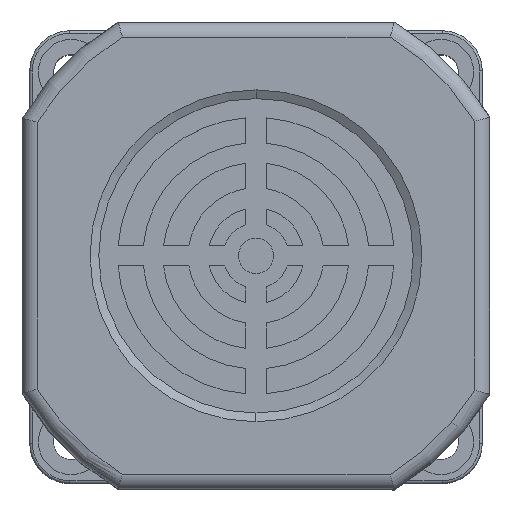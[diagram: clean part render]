
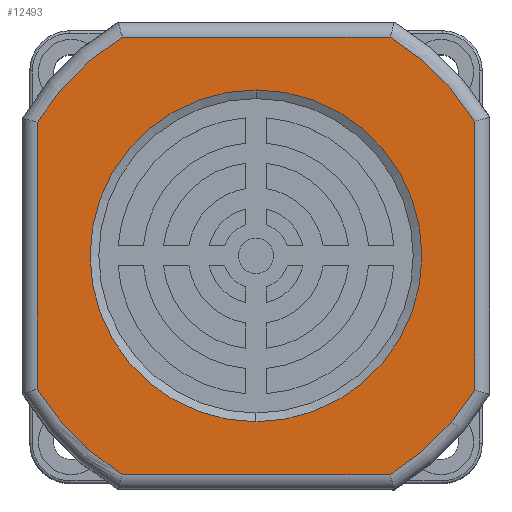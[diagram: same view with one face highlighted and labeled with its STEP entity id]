
A CAD part, top view. The second image highlights one B-rep face of the part: STEP entity #12493.
In plain terms, the highlighted face is planar.
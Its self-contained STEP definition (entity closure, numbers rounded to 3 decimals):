
#32 = VECTOR ( 'NONE', #8300, 1000. ) ;
#71 = LINE ( 'NONE', #8094, #32 ) ;
#1489 = CARTESIAN_POINT ( 'NONE',  ( 0., 0., 33. ) ) ;
#1650 = EDGE_CURVE ( 'NONE', #4143, #15327, #71, .T. ) ;
#2191 = DIRECTION ( 'NONE',  ( 0., 0., 1. ) ) ;
#2226 = DIRECTION ( 'NONE',  ( 0., -1., 0. ) ) ;
#2244 = CARTESIAN_POINT ( 'NONE',  ( 0.05, 0., 0. ) ) ;
#2942 = CIRCLE ( 'NONE', #3777, 33. ) ;
#2948 = EDGE_LOOP ( 'NONE', ( #13224, #13709 ) ) ;
#2955 = AXIS2_PLACEMENT_3D ( 'NONE', #14066, #14050, #14026 ) ;
#3061 = VECTOR ( 'NONE', #4350, 1000. ) ;
#3097 = LINE ( 'NONE', #4492, #3061 ) ;
#3226 = VERTEX_POINT ( 'NONE', #1489 ) ;
#3777 = AXIS2_PLACEMENT_3D ( 'NONE', #4074, #4057, #4016 ) ;
#3856 = CARTESIAN_POINT ( 'NONE',  ( -43.5, 0., 26.54 ) ) ;
#4000 = VECTOR ( 'NONE', #6879, 1000. ) ;
#4016 = DIRECTION ( 'NONE',  ( 0., 0., -1. ) ) ;
#4018 = LINE ( 'NONE', #6918, #4000 ) ;
#4022 = CIRCLE ( 'NONE', #11375, 51. ) ;
#4057 = DIRECTION ( 'NONE',  ( 0., -1., 0. ) ) ;
#4074 = CARTESIAN_POINT ( 'NONE',  ( 0., 0., 0. ) ) ;
#4143 = VERTEX_POINT ( 'NONE', #4474 ) ;
#4338 = DIRECTION ( 'NONE',  ( 0., 0., 1. ) ) ;
#4350 = DIRECTION ( 'NONE',  ( 1., 0., 0. ) ) ;
#4392 = PLANE ( 'NONE',  #9530 ) ;
#4419 = CARTESIAN_POINT ( 'NONE',  ( 0.05, 0., 0. ) ) ;
#4463 = DIRECTION ( 'NONE',  ( 0., 1., 0. ) ) ;
#4474 = CARTESIAN_POINT ( 'NONE',  ( 26.673, 0., 43.5 ) ) ;
#4492 = CARTESIAN_POINT ( 'NONE',  ( 0.05, 0., -43.5 ) ) ;
#5683 = EDGE_CURVE ( 'NONE', #11478, #13003, #9188, .T. ) ;
#5711 = EDGE_CURVE ( 'NONE', #13003, #4143, #9184, .T. ) ;
#5752 = EDGE_CURVE ( 'NONE', #15327, #14651, #9124, .T. ) ;
#6003 = VERTEX_POINT ( 'NONE', #8741 ) ;
#6098 = CARTESIAN_POINT ( 'NONE',  ( 0., 0., -33. ) ) ;
#6369 = CARTESIAN_POINT ( 'NONE',  ( -26.572, 0., 43.5 ) ) ;
#6879 = DIRECTION ( 'NONE',  ( 0., 0., -1. ) ) ;
#6918 = CARTESIAN_POINT ( 'NONE',  ( -43.5, 0., 0. ) ) ;
#7242 = VERTEX_POINT ( 'NONE', #11718 ) ;
#8094 = CARTESIAN_POINT ( 'NONE',  ( 0.05, 0., 43.5 ) ) ;
#8300 = DIRECTION ( 'NONE',  ( -1., 0., 0. ) ) ;
#8303 = CARTESIAN_POINT ( 'NONE',  ( -43.5, 0., -26.54 ) ) ;
#8741 = CARTESIAN_POINT ( 'NONE',  ( 26.673, 0., -43.5 ) ) ;
#9124 = CIRCLE ( 'NONE', #13091, 51. ) ;
#9125 = VERTEX_POINT ( 'NONE', #8303 ) ;
#9172 = VECTOR ( 'NONE', #10492, 1000. ) ;
#9184 = CIRCLE ( 'NONE', #13109, 51. ) ;
#9188 = LINE ( 'NONE', #10417, #9172 ) ;
#9530 = AXIS2_PLACEMENT_3D ( 'NONE', #4419, #4463, #4338 ) ;
#9864 = DIRECTION ( 'NONE',  ( 0., 0., 1. ) ) ;
#9869 = EDGE_CURVE ( 'NONE', #6003, #11478, #4022, .T. ) ;
#9882 = DIRECTION ( 'NONE',  ( 0., -1., 0. ) ) ;
#9885 = CARTESIAN_POINT ( 'NONE',  ( 0.05, 0., 0. ) ) ;
#10143 = DIRECTION ( 'NONE',  ( 0., 0., 1. ) ) ;
#10182 = DIRECTION ( 'NONE',  ( 0., -1., 0. ) ) ;
#10195 = CARTESIAN_POINT ( 'NONE',  ( 0.05, 0., 0. ) ) ;
#10379 = AXIS2_PLACEMENT_3D ( 'NONE', #15268, #15265, #15207 ) ;
#10417 = CARTESIAN_POINT ( 'NONE',  ( 43.5, 0., 0. ) ) ;
#10492 = DIRECTION ( 'NONE',  ( 0., 0., 1. ) ) ;
#11375 = AXIS2_PLACEMENT_3D ( 'NONE', #2244, #2226, #2191 ) ;
#11478 = VERTEX_POINT ( 'NONE', #14824 ) ;
#11718 = CARTESIAN_POINT ( 'NONE',  ( -26.572, 0., -43.5 ) ) ;
#11856 = CARTESIAN_POINT ( 'NONE',  ( 43.5, 0., 26.705 ) ) ;
#12396 = ORIENTED_EDGE ( 'NONE', *, *, #16667, .T. ) ;
#12493 = ADVANCED_FACE ( 'NONE', ( #18191, #18027 ), #4392, .F. ) ;
#12587 = ORIENTED_EDGE ( 'NONE', *, *, #17614, .T. ) ;
#12676 = ORIENTED_EDGE ( 'NONE', *, *, #16813, .T. ) ;
#12717 = ORIENTED_EDGE ( 'NONE', *, *, #9869, .T. ) ;
#12790 = ORIENTED_EDGE ( 'NONE', *, *, #5683, .T. ) ;
#12907 = ORIENTED_EDGE ( 'NONE', *, *, #5711, .T. ) ;
#13003 = VERTEX_POINT ( 'NONE', #11856 ) ;
#13058 = ORIENTED_EDGE ( 'NONE', *, *, #1650, .T. ) ;
#13091 = AXIS2_PLACEMENT_3D ( 'NONE', #9885, #9882, #9864 ) ;
#13109 = AXIS2_PLACEMENT_3D ( 'NONE', #10195, #10182, #10143 ) ;
#13146 = ORIENTED_EDGE ( 'NONE', *, *, #5752, .T. ) ;
#13224 = ORIENTED_EDGE ( 'NONE', *, *, #16843, .F. ) ;
#13709 = ORIENTED_EDGE ( 'NONE', *, *, #17705, .F. ) ;
#14026 = DIRECTION ( 'NONE',  ( 0., 0., -1. ) ) ;
#14050 = DIRECTION ( 'NONE',  ( 0., -1., 0. ) ) ;
#14066 = CARTESIAN_POINT ( 'NONE',  ( 0., 0., 0. ) ) ;
#14394 = VERTEX_POINT ( 'NONE', #6098 ) ;
#14651 = VERTEX_POINT ( 'NONE', #3856 ) ;
#14824 = CARTESIAN_POINT ( 'NONE',  ( 43.5, 0., -26.705 ) ) ;
#15207 = DIRECTION ( 'NONE',  ( 0., 0., 1. ) ) ;
#15265 = DIRECTION ( 'NONE',  ( 0., -1., 0. ) ) ;
#15268 = CARTESIAN_POINT ( 'NONE',  ( 0.05, 0., 0. ) ) ;
#15327 = VERTEX_POINT ( 'NONE', #6369 ) ;
#16667 = EDGE_CURVE ( 'NONE', #14651, #9125, #4018, .T. ) ;
#16813 = EDGE_CURVE ( 'NONE', #7242, #6003, #3097, .T. ) ;
#16843 = EDGE_CURVE ( 'NONE', #14394, #3226, #2942, .T. ) ;
#17004 = CIRCLE ( 'NONE', #2955, 33. ) ;
#17202 = EDGE_LOOP ( 'NONE', ( #12396, #12587, #12676, #12717, #12790, #12907, #13058, #13146 ) ) ;
#17206 = CIRCLE ( 'NONE', #10379, 51. ) ;
#17614 = EDGE_CURVE ( 'NONE', #9125, #7242, #17206, .T. ) ;
#17705 = EDGE_CURVE ( 'NONE', #3226, #14394, #17004, .T. ) ;
#18027 = FACE_BOUND ( 'NONE', #2948, .T. ) ;
#18191 = FACE_OUTER_BOUND ( 'NONE', #17202, .T. ) ;
